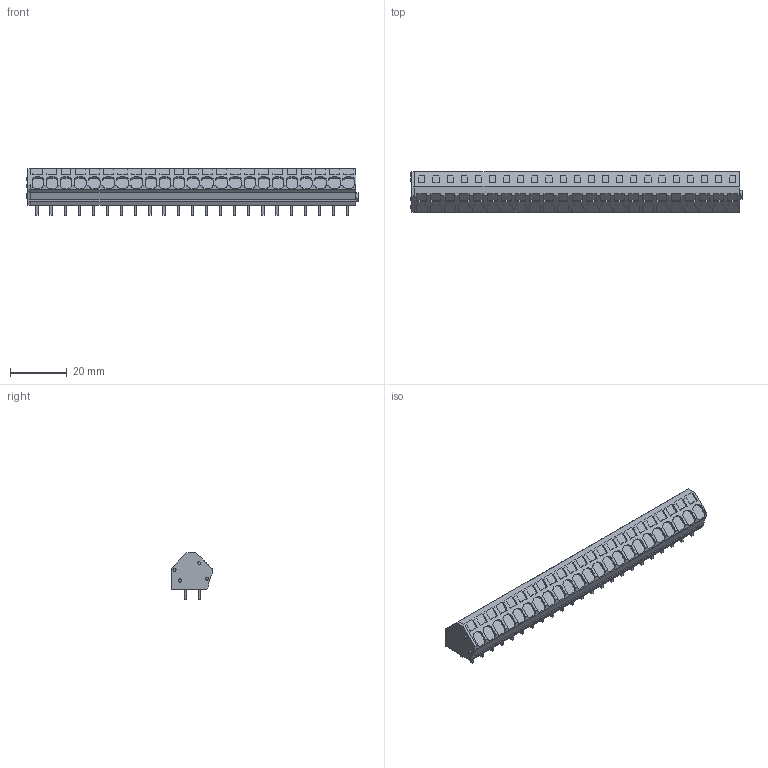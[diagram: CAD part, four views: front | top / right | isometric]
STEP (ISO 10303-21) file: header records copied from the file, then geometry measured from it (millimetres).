
FILE_DESCRIPTION(('CATIA V5R20 STEP214','CAx-IF Rec.Pracs.--- Model Styling and Organization---1.4--- 2014-01-23'),'2;1');
FILE_NAME ('028436-3_0', '2019-03-13T07:07:23+00:00', ('Weidmueller Interface'), ('Weidmueller'), 'CATIA Version 5-6 Release 2016 SP3 HF44', 'CATIA V5 STEP AP214', 'none');
FILE_SCHEMA(('AUTOMOTIVE_DESIGN { 1 0 10303 214 1 1 1 1 }'));
Length unit declared in the file: millimetre
Products named in the file (1): 1960240000
Bounding box: 117.5 x 14.5 x 16.48 mm (x, y, z)
Volume: 16436.7 mm3; surface area: 8547.2 mm2
Topology: 48 solids, 94 shells, 1322 faces, 3387 edges, 2281 vertices
Faces by surface type: plane 961, cylinder 361
Entity records: 36068 total; most frequent: CARTESIAN_POINT 7526, ORIENTED_EDGE 6774, DIRECTION 4203, EDGE_CURVE 3387, VECTOR 2596, LINE 2596, VERTEX_POINT 2281, EDGE_LOOP 1358
